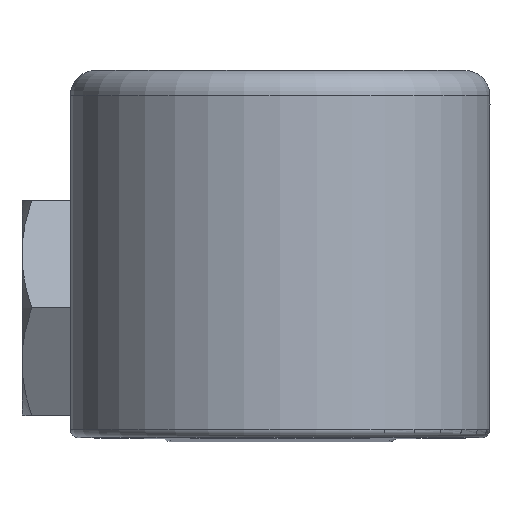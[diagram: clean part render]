
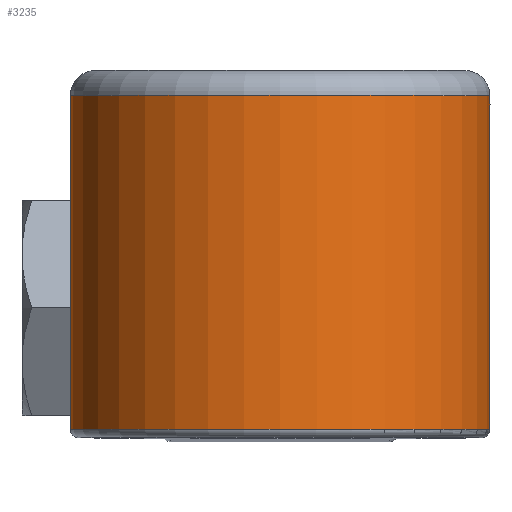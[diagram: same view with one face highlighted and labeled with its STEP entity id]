
A CAD part, top view. The second image highlights one B-rep face of the part: STEP entity #3235.
In plain terms, the highlighted cylindrical face has radius 12.7 mm (diameter 25.4 mm), a partial arc.
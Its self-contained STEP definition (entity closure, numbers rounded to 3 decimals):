
#669=DIRECTION('',(0.,1.,0.));
#670=VECTOR('',#669,19.685);
#671=CARTESIAN_POINT('',(12.7,0.508,0.));
#672=LINE('',#671,#670);
#1540=CARTESIAN_POINT('',(0.,0.508,0.));
#1541=DIRECTION('',(0.,-1.,0.));
#1542=DIRECTION('',(1.,0.,0.));
#1543=AXIS2_PLACEMENT_3D('',#1540,#1541,#1542);
#1548=DIRECTION('',(0.,1.,0.));
#1549=VECTOR('',#1548,0.508);
#1550=CARTESIAN_POINT('',(12.7,20.193,
0.));
#1551=LINE('',#1550,#1549);
#1555=DIRECTION('',(0.,1.,0.));
#1556=VECTOR('',#1555,19.685);
#1557=CARTESIAN_POINT('',(-12.7,0.508,0.));
#1558=LINE('',#1557,#1556);
#1562=DIRECTION('',(0.,1.,0.));
#1563=VECTOR('',#1562,0.508);
#1564=CARTESIAN_POINT('',(-12.7,20.193,
0.));
#1565=LINE('',#1564,#1563);
#1577=CARTESIAN_POINT('',(0.,20.701,0.));
#1578=DIRECTION('',(0.,1.,0.));
#1579=DIRECTION('',(-1.,0.,0.));
#1580=AXIS2_PLACEMENT_3D('',#1577,#1578,#1579);
#1830=CARTESIAN_POINT('',(-12.7,20.701,0.));
#1831=CARTESIAN_POINT('',(12.7,20.701,0.));
#1832=VERTEX_POINT('',#1830);
#1833=VERTEX_POINT('',#1831);
#1864=CARTESIAN_POINT('',(12.7,0.508,0.));
#1865=VERTEX_POINT('',#1864);
#1868=CARTESIAN_POINT('',(-12.7,0.508,0.));
#1869=VERTEX_POINT('',#1868);
#2015=CARTESIAN_POINT('',(12.7,20.193,
0.));
#2016=VERTEX_POINT('',#2015);
#2021=CARTESIAN_POINT('',(-12.7,20.193,
0.));
#2022=VERTEX_POINT('',#2021);
#3221=CARTESIAN_POINT('',(0.,0.,0.));
#3222=DIRECTION('',(0.,1.,0.));
#3223=DIRECTION('',(-1.,0.,0.));
#3224=AXIS2_PLACEMENT_3D('',#3221,#3222,#3223);
#3225=CYLINDRICAL_SURFACE('',#3224,12.7);
#3227=ORIENTED_EDGE('',*,*,#3226,.T.);
#3228=ORIENTED_EDGE('',*,*,#2442,.F.);
#3229=ORIENTED_EDGE('',*,*,#2496,.F.);
#3230=ORIENTED_EDGE('',*,*,#3215,.T.);
#3231=ORIENTED_EDGE('',*,*,#2699,.T.);
#3232=ORIENTED_EDGE('',*,*,#2459,.T.);
#3233=EDGE_LOOP('',(#3227,#3228,#3229,#3230,#3231,#3232));
#3234=FACE_OUTER_BOUND('',#3233,.F.);
#3235=ADVANCED_FACE('',(#3234),#3225,.T.);
#1544=CIRCLE('',#1543,12.7);
#1581=CIRCLE('',#1580,12.7);
#2442=EDGE_CURVE('',#2016,#1833,#1551,.T.);
#2459=EDGE_CURVE('',#2022,#1832,#1565,.T.);
#2496=EDGE_CURVE('',#1865,#2016,#672,.T.);
#2699=EDGE_CURVE('',#1869,#2022,#1558,.T.);
#3215=EDGE_CURVE('',#1865,#1869,#1544,.T.);
#3226=EDGE_CURVE('',#1832,#1833,#1581,.T.);
